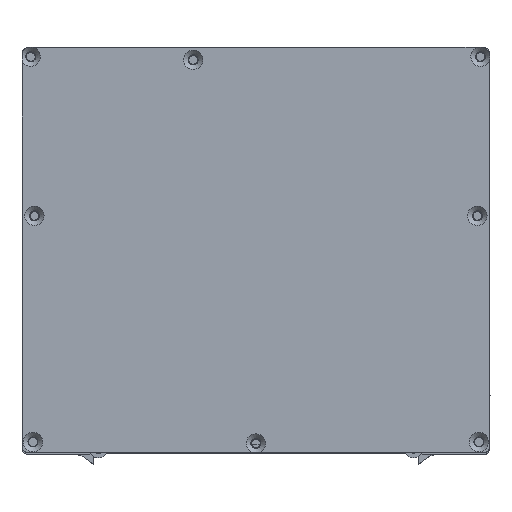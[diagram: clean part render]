
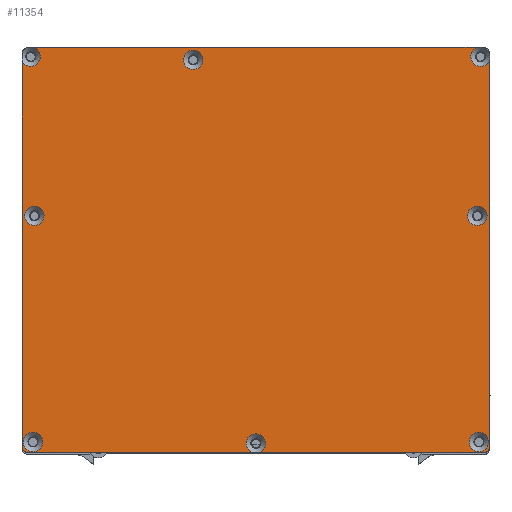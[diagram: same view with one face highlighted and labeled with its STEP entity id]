
A CAD part, top view. The second image highlights one B-rep face of the part: STEP entity #11354.
In plain terms, the highlighted planar face has unit normal (0, 0, 1).
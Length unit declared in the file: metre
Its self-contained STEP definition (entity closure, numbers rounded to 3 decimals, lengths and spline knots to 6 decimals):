
#123=PLANE('',#12083);
#443=LINE('',#17067,#1466);
#444=LINE('',#17074,#1467);
#445=LINE('',#17076,#1468);
#447=LINE('',#17090,#1470);
#448=LINE('',#17097,#1471);
#1466=VECTOR('',#13546,1.);
#1467=VECTOR('',#13547,1.);
#1468=VECTOR('',#13550,1.);
#1470=VECTOR('',#13554,1.);
#1471=VECTOR('',#13557,1.);
#2690=ORIENTED_EDGE('',*,*,#5945,.T.);
#2691=ORIENTED_EDGE('',*,*,#5922,.T.);
#2692=ORIENTED_EDGE('',*,*,#5948,.T.);
#2693=ORIENTED_EDGE('',*,*,#5957,.T.);
#2694=ORIENTED_EDGE('',*,*,#5952,.T.);
#2695=ORIENTED_EDGE('',*,*,#5958,.T.);
#2696=ORIENTED_EDGE('',*,*,#5954,.T.);
#2697=ORIENTED_EDGE('',*,*,#5918,.T.);
#2698=ORIENTED_EDGE('',*,*,#5947,.T.);
#2699=ORIENTED_EDGE('',*,*,#5959,.T.);
#2700=ORIENTED_EDGE('',*,*,#5960,.T.);
#2701=ORIENTED_EDGE('',*,*,#5961,.T.);
#2702=ORIENTED_EDGE('',*,*,#5962,.T.);
#2703=ORIENTED_EDGE('',*,*,#5963,.T.);
#2704=ORIENTED_EDGE('',*,*,#5964,.T.);
#5918=EDGE_CURVE('',#7582,#7581,#8678,.T.);
#5922=EDGE_CURVE('',#7586,#7585,#8680,.T.);
#5945=EDGE_CURVE('',#7603,#7586,#443,.T.);
#5947=EDGE_CURVE('',#7581,#7604,#444,.T.);
#5948=EDGE_CURVE('',#7585,#7605,#445,.T.);
#5952=EDGE_CURVE('',#7608,#7607,#447,.T.);
#5954=EDGE_CURVE('',#7609,#7582,#448,.T.);
#5957=EDGE_CURVE('',#7605,#7608,#8697,.T.);
#5958=EDGE_CURVE('',#7607,#7609,#8698,.T.);
#5959=EDGE_CURVE('',#7604,#7603,#8699,.T.);
#5960=EDGE_CURVE('',#7610,#7610,#8700,.T.);
#5961=EDGE_CURVE('',#7611,#7611,#8701,.T.);
#5962=EDGE_CURVE('',#7612,#7612,#8702,.T.);
#5963=EDGE_CURVE('',#7613,#7613,#8703,.T.);
#5964=EDGE_CURVE('',#7614,#7614,#8704,.T.);
#7581=VERTEX_POINT('',#17014);
#7582=VERTEX_POINT('',#17016);
#7585=VERTEX_POINT('',#17023);
#7586=VERTEX_POINT('',#17025);
#7603=VERTEX_POINT('',#17068);
#7604=VERTEX_POINT('',#17073);
#7605=VERTEX_POINT('',#17077);
#7607=VERTEX_POINT('',#17089);
#7608=VERTEX_POINT('',#17091);
#7609=VERTEX_POINT('',#17098);
#7610=VERTEX_POINT('',#17111);
#7611=VERTEX_POINT('',#17113);
#7612=VERTEX_POINT('',#17115);
#7613=VERTEX_POINT('',#17117);
#7614=VERTEX_POINT('',#17119);
#8678=CIRCLE('',#12056,0.002);
#8680=CIRCLE('',#12059,0.002);
#8697=CIRCLE('',#12084,0.0031);
#8698=CIRCLE('',#12085,0.0031);
#8699=CIRCLE('',#12086,0.0031);
#8700=CIRCLE('',#12087,0.0031);
#8701=CIRCLE('',#12088,0.0031);
#8702=CIRCLE('',#12089,0.0031);
#8703=CIRCLE('',#12090,0.0031);
#8704=CIRCLE('',#12091,0.0031);
#9356=EDGE_LOOP('',(#2690,#2691,#2692,#2693,#2694,#2695,#2696,#2697,#2698,
#2699));
#9357=EDGE_LOOP('',(#2700));
#9358=EDGE_LOOP('',(#2701));
#9359=EDGE_LOOP('',(#2702));
#9360=EDGE_LOOP('',(#2703));
#9361=EDGE_LOOP('',(#2704));
#10218=FACE_BOUND('',#9356,.T.);
#10219=FACE_BOUND('',#9357,.T.);
#10220=FACE_BOUND('',#9358,.T.);
#10221=FACE_BOUND('',#9359,.T.);
#10222=FACE_BOUND('',#9360,.T.);
#10223=FACE_BOUND('',#9361,.T.);
#11354=ADVANCED_FACE('',(#10218,#10219,#10220,#10221,#10222,#10223),#123,
 .T.);
#12056=AXIS2_PLACEMENT_3D('',#17015,#13493,#13494);
#12059=AXIS2_PLACEMENT_3D('',#17024,#13501,#13502);
#12083=AXIS2_PLACEMENT_3D('',#17106,#13562,#13563);
#12084=AXIS2_PLACEMENT_3D('',#17107,#13564,#13565);
#12085=AXIS2_PLACEMENT_3D('',#17108,#13566,#13567);
#12086=AXIS2_PLACEMENT_3D('',#17109,#13568,#13569);
#12087=AXIS2_PLACEMENT_3D('',#17110,#13570,#13571);
#12088=AXIS2_PLACEMENT_3D('',#17112,#13572,#13573);
#12089=AXIS2_PLACEMENT_3D('',#17114,#13574,#13575);
#12090=AXIS2_PLACEMENT_3D('',#17116,#13576,#13577);
#12091=AXIS2_PLACEMENT_3D('',#17118,#13578,#13579);
#13493=DIRECTION('',(0.,0.,1.));
#13494=DIRECTION('',(0.,-1.,0.));
#13501=DIRECTION('',(0.,0.,1.));
#13502=DIRECTION('',(0.,-1.,0.));
#13546=DIRECTION('',(1.,0.,0.));
#13547=DIRECTION('',(1.,0.,0.));
#13550=DIRECTION('',(0.,1.,0.));
#13554=DIRECTION('',(-1.,0.,0.));
#13557=DIRECTION('',(0.,-1.,0.));
#13562=DIRECTION('',(0.,0.,1.));
#13563=DIRECTION('',(0.,-1.,0.));
#13564=DIRECTION('',(0.,0.,-1.));
#13565=DIRECTION('',(0.,-1.,0.));
#13566=DIRECTION('',(0.,0.,-1.));
#13567=DIRECTION('',(0.,-1.,0.));
#13568=DIRECTION('',(0.,0.,-1.));
#13569=DIRECTION('',(0.,-1.,0.));
#13570=DIRECTION('',(0.,0.,-1.));
#13571=DIRECTION('',(0.,-1.,0.));
#13572=DIRECTION('',(0.,0.,-1.));
#13573=DIRECTION('',(0.,-1.,0.));
#13574=DIRECTION('',(0.,0.,-1.));
#13575=DIRECTION('',(0.,-1.,0.));
#13576=DIRECTION('',(0.,0.,-1.));
#13577=DIRECTION('',(0.,-1.,0.));
#13578=DIRECTION('',(0.,0.,-1.));
#13579=DIRECTION('',(0.,-1.,0.));
#17014=CARTESIAN_POINT('',(-0.030867,0.000719,-0.039601));
#17015=CARTESIAN_POINT('',(-0.030867,0.002719,-0.039601));
#17016=CARTESIAN_POINT('',(-0.032867,0.002719,-0.039601));
#17023=CARTESIAN_POINT('',(0.117133,0.002719,-0.039601));
#17024=CARTESIAN_POINT('',(0.115133,0.002719,-0.039601));
#17025=CARTESIAN_POINT('',(0.115133,0.000719,-0.039601));
#17067=CARTESIAN_POINT('',(-0.032867,0.000719,-0.039601));
#17068=CARTESIAN_POINT('',(0.042914,0.000719,-0.039601));
#17073=CARTESIAN_POINT('',(0.041352,0.000719,-0.039601));
#17074=CARTESIAN_POINT('',(-0.032867,0.000719,-0.039601));
#17076=CARTESIAN_POINT('',(0.117133,0.000719,-0.039601));
#17077=CARTESIAN_POINT('',(0.117133,0.126938,-0.039601));
#17089=CARTESIAN_POINT('',(-0.029286,0.130719,-0.039601));
#17090=CARTESIAN_POINT('',(0.117133,0.130719,-0.039601));
#17091=CARTESIAN_POINT('',(0.113352,0.130719,-0.039601));
#17097=CARTESIAN_POINT('',(-0.032867,0.130719,-0.039601));
#17098=CARTESIAN_POINT('',(-0.032867,0.126389,-0.039601));
#17106=CARTESIAN_POINT('',(0.031265,0.055063,-0.039601));
#17107=CARTESIAN_POINT('',(0.114133,0.127719,-0.039601));
#17108=CARTESIAN_POINT('',(-0.030067,0.127719,-0.039601));
#17109=CARTESIAN_POINT('',(0.042133,0.003719,-0.039601));
#17110=CARTESIAN_POINT('',(-0.029367,0.004219,-0.039601));
#17111=CARTESIAN_POINT('',(-0.029367,0.001119,-0.039601));
#17112=CARTESIAN_POINT('',(0.113633,0.004219,-0.039601));
#17113=CARTESIAN_POINT('',(0.113633,0.001119,-0.039601));
#17114=CARTESIAN_POINT('',(0.113133,0.076719,-0.039601));
#17115=CARTESIAN_POINT('',(0.113133,0.073619,-0.039601));
#17116=CARTESIAN_POINT('',(0.022049,0.126719,-0.039601));
#17117=CARTESIAN_POINT('',(0.022049,0.123619,-0.039601));
#17118=CARTESIAN_POINT('',(-0.028867,0.076719,-0.039601));
#17119=CARTESIAN_POINT('',(-0.028867,0.073619,-0.039601));
